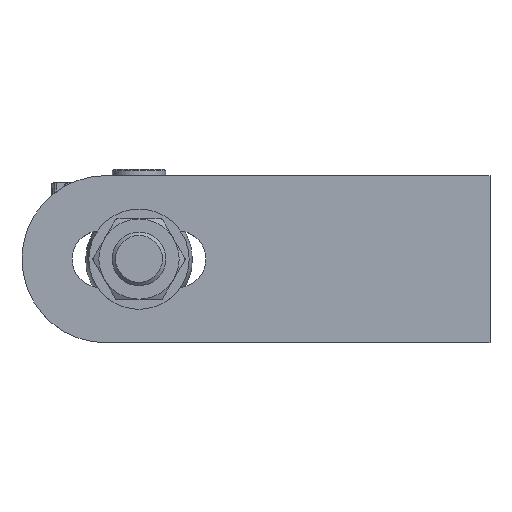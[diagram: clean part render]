
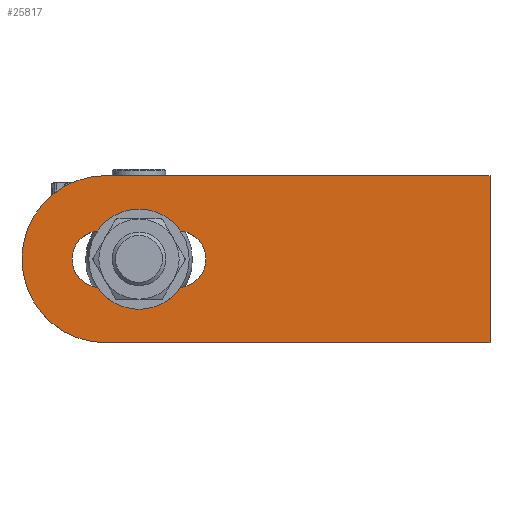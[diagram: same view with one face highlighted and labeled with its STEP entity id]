
A CAD part, top view. The second image highlights one B-rep face of the part: STEP entity #25817.
In plain terms, the highlighted planar face has unit normal (0, 0, 1).
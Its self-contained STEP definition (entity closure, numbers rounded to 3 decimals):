
#842 = ORIENTED_EDGE ( 'NONE', *, *, #26945, .F. ) ;
#1304 = EDGE_CURVE ( 'NONE', #1789, #5702, #11266, .T. ) ;
#1336 = ORIENTED_EDGE ( 'NONE', *, *, #9684, .F. ) ;
#1441 = VECTOR ( 'NONE', #5228, 1000. ) ;
#1482 = VECTOR ( 'NONE', #9408, 1000. ) ;
#1525 = CARTESIAN_POINT ( 'NONE',  ( -23.5, -8.5, 3. ) ) ;
#1596 = ORIENTED_EDGE ( 'NONE', *, *, #23255, .T. ) ;
#1789 = VERTEX_POINT ( 'NONE', #21333 ) ;
#1985 = DIRECTION ( 'NONE',  ( -1., 0., 0. ) ) ;
#2944 = CARTESIAN_POINT ( 'NONE',  ( 70., 25., 3. ) ) ;
#3605 = VERTEX_POINT ( 'NONE', #1525 ) ;
#3635 = ORIENTED_EDGE ( 'NONE', *, *, #7280, .T. ) ;
#3679 = CARTESIAN_POINT ( 'NONE',  ( -45., 0., 3. ) ) ;
#3719 = CARTESIAN_POINT ( 'NONE',  ( -46.5, 8.5, 3. ) ) ;
#4079 = VERTEX_POINT ( 'NONE', #26837 ) ;
#4280 = ORIENTED_EDGE ( 'NONE', *, *, #17299, .T. ) ;
#4507 = VERTEX_POINT ( 'NONE', #11024 ) ;
#4787 = DIRECTION ( 'NONE',  ( 0., 0., 1. ) ) ;
#5228 = DIRECTION ( 'NONE',  ( 1., 0., 0. ) ) ;
#5330 = CIRCLE ( 'NONE', #26250, 25. ) ;
#5702 = VERTEX_POINT ( 'NONE', #3719 ) ;
#6080 = VECTOR ( 'NONE', #12937, 1000. ) ;
#6708 = ORIENTED_EDGE ( 'NONE', *, *, #1304, .F. ) ;
#7113 = VECTOR ( 'NONE', #1985, 1000. ) ;
#7280 = EDGE_CURVE ( 'NONE', #4507, #4079, #8867, .T. ) ;
#7532 = LINE ( 'NONE', #23115, #23847 ) ;
#8613 = CARTESIAN_POINT ( 'NONE',  ( -46.5, -8.5, 3. ) ) ;
#8867 = LINE ( 'NONE', #14196, #1441 ) ;
#8968 = DIRECTION ( 'NONE',  ( 1., 0., 0. ) ) ;
#9408 = DIRECTION ( 'NONE',  ( -1., 0., 0. ) ) ;
#9684 = EDGE_CURVE ( 'NONE', #24070, #3605, #13261, .T. ) ;
#10766 = DIRECTION ( 'NONE',  ( -1., 0., 0. ) ) ;
#11024 = CARTESIAN_POINT ( 'NONE',  ( -45., -25., 3. ) ) ;
#11266 = LINE ( 'NONE', #14980, #7113 ) ;
#11431 = VERTEX_POINT ( 'NONE', #2944 ) ;
#12937 = DIRECTION ( 'NONE',  ( 1., 0., 0. ) ) ;
#13261 = LINE ( 'NONE', #8613, #6080 ) ;
#13315 = CARTESIAN_POINT ( 'NONE',  ( -45., 25., 3. ) ) ;
#13420 = CARTESIAN_POINT ( 'NONE',  ( -45., 25., 3. ) ) ;
#14022 = EDGE_LOOP ( 'NONE', ( #16109, #6708, #842, #1336 ) ) ;
#14196 = CARTESIAN_POINT ( 'NONE',  ( 70., -25., 3. ) ) ;
#14890 = VERTEX_POINT ( 'NONE', #13315 ) ;
#14980 = CARTESIAN_POINT ( 'NONE',  ( -46.5, 8.5, 3. ) ) ;
#15181 = FACE_OUTER_BOUND ( 'NONE', #26016, .T. ) ;
#15656 = CARTESIAN_POINT ( 'NONE',  ( -23.5, 0., 3. ) ) ;
#16109 = ORIENTED_EDGE ( 'NONE', *, *, #23181, .F. ) ;
#17299 = EDGE_CURVE ( 'NONE', #11431, #14890, #19144, .T. ) ;
#18535 = EDGE_CURVE ( 'NONE', #4079, #11431, #7532, .T. ) ;
#19144 = LINE ( 'NONE', #13420, #1482 ) ;
#19163 = AXIS2_PLACEMENT_3D ( 'NONE', #23467, #23661, #23762 ) ;
#19317 = DIRECTION ( 'NONE',  ( 0., 0., 1. ) ) ;
#19894 = AXIS2_PLACEMENT_3D ( 'NONE', #15656, #4787, #8968 ) ;
#19976 = CIRCLE ( 'NONE', #19163, 8.5 ) ;
#20277 = FACE_BOUND ( 'NONE', #14022, .T. ) ;
#21333 = CARTESIAN_POINT ( 'NONE',  ( -23.5, 8.5, 3. ) ) ;
#21586 = CARTESIAN_POINT ( 'NONE',  ( -45., 0., 3. ) ) ;
#21597 = ORIENTED_EDGE ( 'NONE', *, *, #18535, .T. ) ;
#22605 = CIRCLE ( 'NONE', #19894, 8.5 ) ;
#23115 = CARTESIAN_POINT ( 'NONE',  ( 70., 25., 3. ) ) ;
#23162 = PLANE ( 'NONE',  #25313 ) ;
#23181 = EDGE_CURVE ( 'NONE', #5702, #24070, #19976, .T. ) ;
#23255 = EDGE_CURVE ( 'NONE', #14890, #4507, #5330, .T. ) ;
#23467 = CARTESIAN_POINT ( 'NONE',  ( -46.5, 0., 3. ) ) ;
#23661 = DIRECTION ( 'NONE',  ( 0., 0., 1. ) ) ;
#23762 = DIRECTION ( 'NONE',  ( 1., 0., 0. ) ) ;
#23847 = VECTOR ( 'NONE', #25092, 1000. ) ;
#24070 = VERTEX_POINT ( 'NONE', #27862 ) ;
#25092 = DIRECTION ( 'NONE',  ( 0., 1., 0. ) ) ;
#25313 = AXIS2_PLACEMENT_3D ( 'NONE', #3679, #25434, #25336 ) ;
#25336 = DIRECTION ( 'NONE',  ( -1., 0., 0. ) ) ;
#25434 = DIRECTION ( 'NONE',  ( 0., 0., -1. ) ) ;
#25817 = ADVANCED_FACE ( 'NONE', ( #15181, #20277 ), #23162, .F. ) ;
#26016 = EDGE_LOOP ( 'NONE', ( #4280, #1596, #3635, #21597 ) ) ;
#26250 = AXIS2_PLACEMENT_3D ( 'NONE', #21586, #19317, #10766 ) ;
#26837 = CARTESIAN_POINT ( 'NONE',  ( 70., -25., 3. ) ) ;
#26945 = EDGE_CURVE ( 'NONE', #3605, #1789, #22605, .T. ) ;
#27862 = CARTESIAN_POINT ( 'NONE',  ( -46.5, -8.5, 3. ) ) ;
